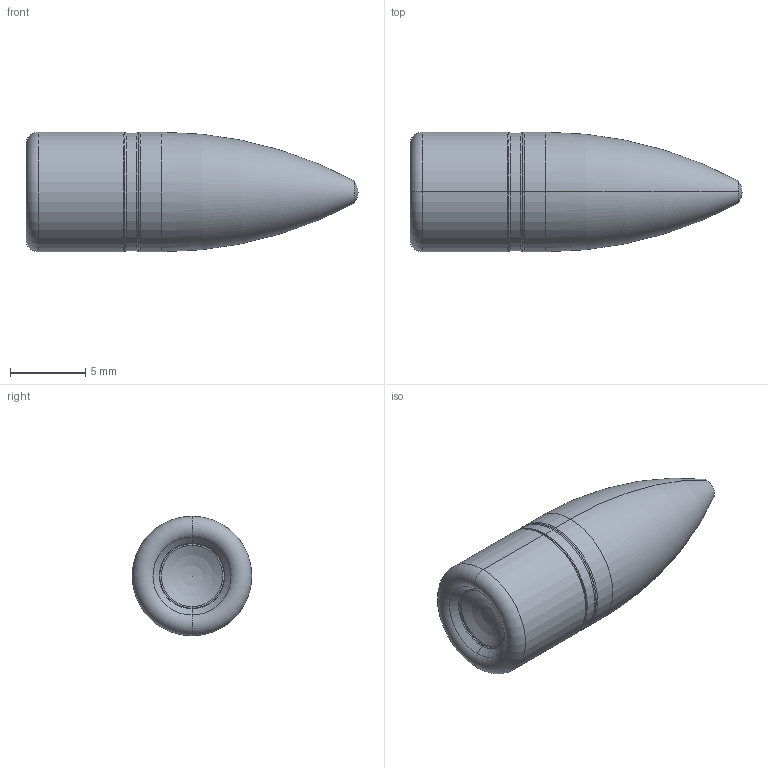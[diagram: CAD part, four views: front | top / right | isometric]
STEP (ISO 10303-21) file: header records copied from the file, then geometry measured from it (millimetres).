
FILE_DESCRIPTION (( 'STEP AP203' ), '1' );
FILE_NAME ('7.62x41 Head.STEP', '2024-06-04T12:17:59', ( '' ), ( '' ), 'SwSTEP 2.0', 'SolidWorks 2024', '' );
FILE_SCHEMA (( 'CONFIG_CONTROL_DESIGN' ));
Length unit declared in the file: millimetre
Products named in the file (1): 7.62x41 Head
Bounding box: 22 x 7.92 x 7.92 mm (x, y, z)
Volume: 795.4 mm3; surface area: 1301.2 mm2
Topology: 2 solids, 2 shells, 90 faces, 188 edges, 98 vertices
Faces by surface type: torus 46, cone 22, cylinder 18, sphere 4
Entity records: 2355 total; most frequent: DIRECTION 494, CARTESIAN_POINT 357, ORIENTED_EDGE 352, AXIS2_PLACEMENT_3D 227, EDGE_CURVE 176, CIRCLE 136, VERTEX_POINT 90, FACE_OUTER_BOUND 90
